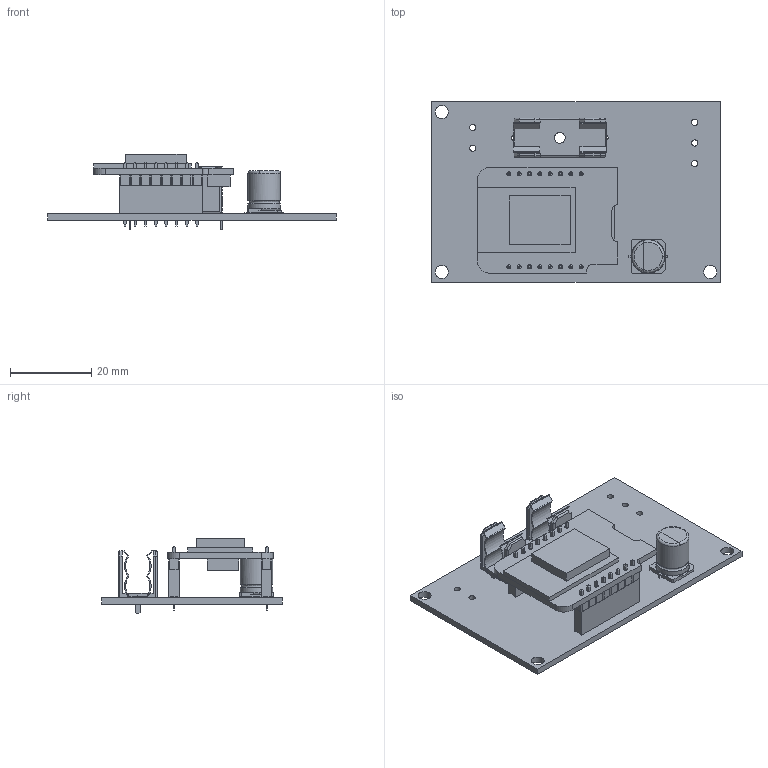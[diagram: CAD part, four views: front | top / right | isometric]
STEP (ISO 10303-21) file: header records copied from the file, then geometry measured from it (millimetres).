
FILE_DESCRIPTION(('KiCad electronic assembly'),'2;1');
FILE_NAME('Desklamp.step','2021-03-20T18:33:38',('An Author'),( 'A Company'),'Open CASCADE STEP processor 6.9', 'KiCad to STEP converter','Unknown');
FILE_SCHEMA(('AUTOMOTIVE_DESIGN { 1 0 10303 214 1 1 1 1 }'));
Length unit declared in the file: millimetre
Products named in the file (12): Open CASCADE STEP translator 6.9 1; Fuseholder_Cylinder-5x20mm_Schurter_0031_8201_Horizontal_Open; SOLID; WEMOS_D1_mini_light; PinHeader_1x08_P2.54mm_Vertical; PinSocket_1x08_P2.54mm_Vertical; CP_Elec_8x10.5; COMPOUND
Assembly tree (13 placements, depth 3):
  Open CASCADE STEP translator 6.9 1
    Fuseholder_Cylinder-5x20mm_Schurter_0031_8201_Horizontal_Open
      SOLID
    WEMOS_D1_mini_light
      SOLID
    PinHeader_1x08_P2.54mm_Vertical  x2
      SOLID
    PinSocket_1x08_P2.54mm_Vertical  x2
      SOLID
    CP_Elec_8x10.5
      SOLID
    COMPOUND
Bounding box: 71.12 x 44.45 x 18.6 mm (x, y, z)
Volume: 9407.2 mm3; surface area: 13210.5 mm2
Topology: 8 solids, 8 shells, 1150 faces, 2916 edges, 1865 vertices
Faces by surface type: plane 1042, cylinder 101, torus 4, bspline 2, revolution 1
Full cylindrical faces by diameter (mm): 0.002 x1, 1 x32, 1.3 x2, 1.52 x5, 2.7 x2, 3.2 x3, 8 x2
Entity records: 50341 total; most frequent: CARTESIAN_POINT 8916, DIRECTION 6863, LINE 4918, VECTOR 4918, ORIENTED_EDGE 3564, PCURVE 3564, DEFINITIONAL_REPRESENTATION 3564, EDGE_CURVE 1782
